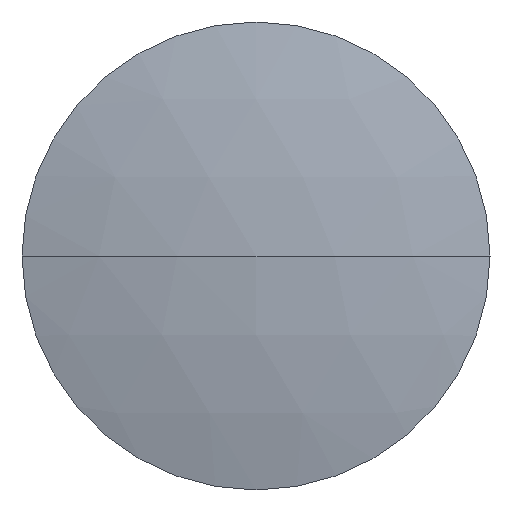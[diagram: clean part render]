
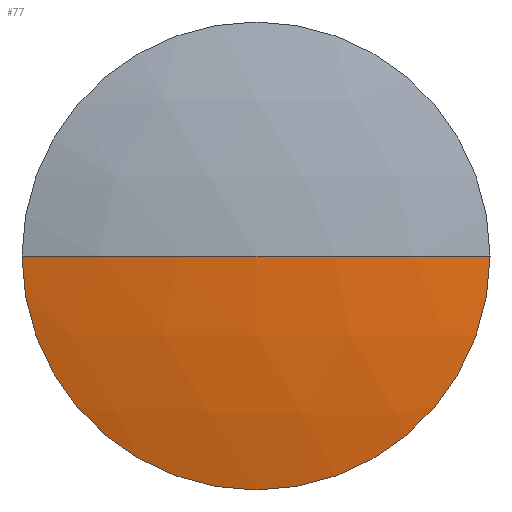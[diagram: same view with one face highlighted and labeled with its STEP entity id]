
A CAD part, left-side view. The second image highlights one B-rep face of the part: STEP entity #77.
In plain terms, the highlighted spherical face has radius 30.62 mm.
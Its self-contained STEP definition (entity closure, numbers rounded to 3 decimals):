
#39 = DIRECTION ( 'NONE',  ( 0., 0., -1. ) ) ;
#47 = CIRCLE ( 'NONE', #133, 30.62 ) ;
#52 = CARTESIAN_POINT ( 'NONE',  ( -1.25, -7.5, 0. ) ) ;
#53 = CARTESIAN_POINT ( 'NONE',  ( -1.25, 7.5, 0. ) ) ;
#55 = VERTEX_POINT ( 'NONE', #53 ) ;
#60 = DIRECTION ( 'NONE',  ( 0., 0., -1. ) ) ;
#65 = VERTEX_POINT ( 'NONE', #225 ) ;
#67 = CARTESIAN_POINT ( 'NONE',  ( -1.25, 0., 0. ) ) ;
#77 = ADVANCED_FACE ( 'NONE', ( #207 ), #158, .T. ) ;
#78 = DIRECTION ( 'NONE',  ( 0., 0., 1. ) ) ;
#86 = VERTEX_POINT ( 'NONE', #52 ) ;
#93 = CARTESIAN_POINT ( 'NONE',  ( 28.437, 0., 0. ) ) ;
#96 = CARTESIAN_POINT ( 'NONE',  ( 28.437, 0., 0. ) ) ;
#108 = AXIS2_PLACEMENT_3D ( 'NONE', #67, #122, #185 ) ;
#114 = ORIENTED_EDGE ( 'NONE', *, *, #197, .T. ) ;
#122 = DIRECTION ( 'NONE',  ( -1., 0., 0. ) ) ;
#123 = CIRCLE ( 'NONE', #108, 7.5 ) ;
#133 = AXIS2_PLACEMENT_3D ( 'NONE', #96, #39, #162 ) ;
#145 = ORIENTED_EDGE ( 'NONE', *, *, #224, .F. ) ;
#158 = SPHERICAL_SURFACE ( 'NONE', #193, 30.62 ) ;
#160 = DIRECTION ( 'NONE',  ( 0., 1., 0. ) ) ;
#162 = DIRECTION ( 'NONE',  ( 0., 1., 0. ) ) ;
#172 = EDGE_CURVE ( 'NONE', #86, #65, #47, .T. ) ;
#173 = DIRECTION ( 'NONE',  ( 1., 0., 0. ) ) ;
#181 = AXIS2_PLACEMENT_3D ( 'NONE', #93, #78, #173 ) ;
#182 = ORIENTED_EDGE ( 'NONE', *, *, #172, .T. ) ;
#185 = DIRECTION ( 'NONE',  ( 0., -1., 0. ) ) ;
#192 = CARTESIAN_POINT ( 'NONE',  ( 28.437, 0., 0. ) ) ;
#193 = AXIS2_PLACEMENT_3D ( 'NONE', #192, #60, #160 ) ;
#197 = EDGE_CURVE ( 'NONE', #55, #86, #123, .T. ) ;
#207 = FACE_OUTER_BOUND ( 'NONE', #214, .T. ) ;
#214 = EDGE_LOOP ( 'NONE', ( #114, #182, #145 ) ) ;
#221 = CIRCLE ( 'NONE', #181, 30.62 ) ;
#224 = EDGE_CURVE ( 'NONE', #55, #65, #221, .T. ) ;
#225 = CARTESIAN_POINT ( 'NONE',  ( -2.183, 0., 0. ) ) ;
